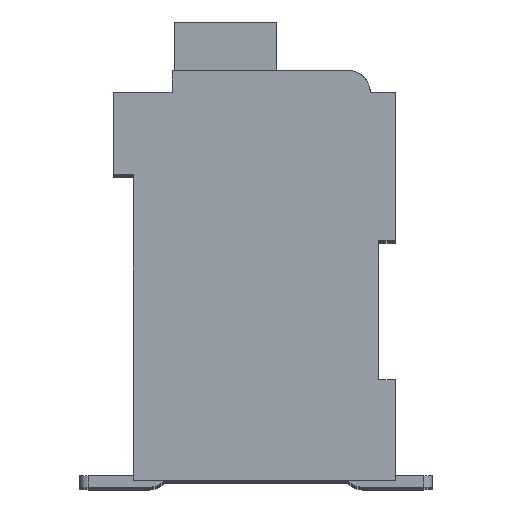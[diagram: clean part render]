
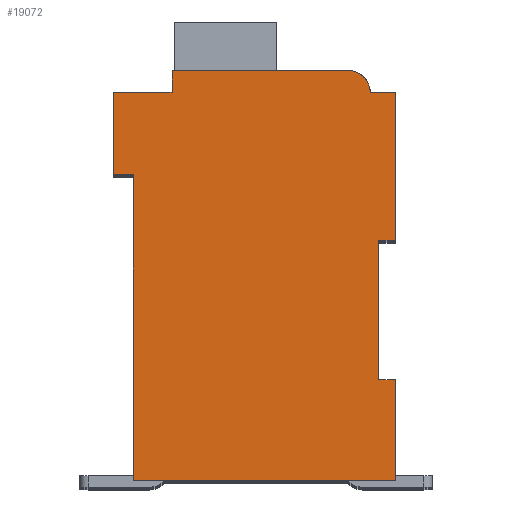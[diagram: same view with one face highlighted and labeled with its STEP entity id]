
A CAD part, top view. The second image highlights one B-rep face of the part: STEP entity #19072.
In plain terms, the highlighted planar face has unit normal (0, 0, 1).
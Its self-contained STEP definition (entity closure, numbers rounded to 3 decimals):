
#1938=DIRECTION('',(1.,0.,0.));
#1939=VECTOR('',#1938,0.5);
#1940=CARTESIAN_POINT('',(7.3,7.15,2.1));
#1941=LINE('',#1940,#1939);
#1942=DIRECTION('',(0.,1.,0.));
#1943=VECTOR('',#1942,4.15);
#1944=CARTESIAN_POINT('',(7.3,3.,2.1));
#1945=LINE('',#1944,#1943);
#1946=DIRECTION('',(-1.,0.,0.));
#1947=VECTOR('',#1946,0.5);
#1948=CARTESIAN_POINT('',(7.8,3.,2.1));
#1949=LINE('',#1948,#1947);
#1950=DIRECTION('',(0.,1.,0.));
#1951=VECTOR('',#1950,3.);
#1952=CARTESIAN_POINT('',(7.8,0.,2.1));
#1953=LINE('',#1952,#1951);
#1954=DIRECTION('',(1.,0.,0.));
#1955=VECTOR('',#1954,7.8);
#1956=CARTESIAN_POINT('',(0.,0.,2.1));
#1957=LINE('',#1956,#1955);
#1958=DIRECTION('',(0.,-1.,0.));
#1959=VECTOR('',#1958,9.1);
#1960=CARTESIAN_POINT('',(0.,9.1,2.1));
#1961=LINE('',#1960,#1959);
#1962=DIRECTION('',(1.,0.,0.));
#1963=VECTOR('',#1962,0.6);
#1964=CARTESIAN_POINT('',(-0.6,9.1,2.1));
#1965=LINE('',#1964,#1963);
#1966=DIRECTION('',(0.,-1.,0.));
#1967=VECTOR('',#1966,2.45);
#1968=CARTESIAN_POINT('',(-0.6,11.55,2.1));
#1969=LINE('',#1968,#1967);
#1970=DIRECTION('',(-1.,0.,0.));
#1971=VECTOR('',#1970,1.75);
#1972=CARTESIAN_POINT('',(1.15,11.55,2.1));
#1973=LINE('',#1972,#1971);
#1974=DIRECTION('',(0.,-1.,0.));
#1975=VECTOR('',#1974,0.65);
#1976=CARTESIAN_POINT('',(1.15,12.2,2.1));
#1977=LINE('',#1976,#1975);
#1978=DIRECTION('',(-1.,0.,0.));
#1979=VECTOR('',#1978,5.25);
#1980=CARTESIAN_POINT('',(6.4,12.2,2.1));
#1981=LINE('',#1980,#1979);
#1982=CARTESIAN_POINT('',(6.4,11.55,2.1));
#1983=DIRECTION('',(0.,0.,1.));
#1984=DIRECTION('',(1.,0.,0.));
#1985=AXIS2_PLACEMENT_3D('',#1982,#1983,#1984);
#1987=DIRECTION('',(-1.,0.,0.));
#1988=VECTOR('',#1987,0.75);
#1989=CARTESIAN_POINT('',(7.8,11.55,2.1));
#1990=LINE('',#1989,#1988);
#1991=DIRECTION('',(0.,1.,0.));
#1992=VECTOR('',#1991,4.4);
#1993=CARTESIAN_POINT('',(7.8,7.15,2.1));
#1994=LINE('',#1993,#1992);
#13203=CARTESIAN_POINT('',(7.3,7.15,2.1));
#13204=CARTESIAN_POINT('',(7.8,7.15,2.1));
#13205=VERTEX_POINT('',#13203);
#13206=VERTEX_POINT('',#13204);
#13207=CARTESIAN_POINT('',(7.8,11.55,2.1));
#13208=VERTEX_POINT('',#13207);
#13209=CARTESIAN_POINT('',(7.05,11.55,2.1));
#13210=VERTEX_POINT('',#13209);
#13211=CARTESIAN_POINT('',(6.4,12.2,2.1));
#13212=VERTEX_POINT('',#13211);
#13213=CARTESIAN_POINT('',(1.15,12.2,2.1));
#13214=VERTEX_POINT('',#13213);
#13215=CARTESIAN_POINT('',(1.15,11.55,2.1));
#13216=VERTEX_POINT('',#13215);
#13217=CARTESIAN_POINT('',(-0.6,11.55,2.1));
#13218=VERTEX_POINT('',#13217);
#13219=CARTESIAN_POINT('',(-0.6,9.1,2.1));
#13220=VERTEX_POINT('',#13219);
#13221=CARTESIAN_POINT('',(0.,9.1,2.1));
#13222=VERTEX_POINT('',#13221);
#13223=CARTESIAN_POINT('',(0.,0.,2.1));
#13224=VERTEX_POINT('',#13223);
#13225=CARTESIAN_POINT('',(7.8,0.,2.1));
#13226=VERTEX_POINT('',#13225);
#13227=CARTESIAN_POINT('',(7.8,3.,2.1));
#13228=VERTEX_POINT('',#13227);
#13229=CARTESIAN_POINT('',(7.3,3.,2.1));
#13230=VERTEX_POINT('',#13229);
#19042=CARTESIAN_POINT('',(0.,0.,2.1));
#19043=DIRECTION('',(0.,0.,1.));
#19044=DIRECTION('',(1.,0.,0.));
#19045=AXIS2_PLACEMENT_3D('',#19042,#19043,#19044);
#19046=PLANE('',#19045);
#19047=ORIENTED_EDGE('',*,*,#17308,.F.);
#19048=ORIENTED_EDGE('',*,*,#17973,.F.);
#19050=ORIENTED_EDGE('',*,*,#19049,.F.);
#19052=ORIENTED_EDGE('',*,*,#19051,.F.);
#19053=ORIENTED_EDGE('',*,*,#18345,.F.);
#19054=ORIENTED_EDGE('',*,*,#18222,.F.);
#19056=ORIENTED_EDGE('',*,*,#19055,.F.);
#19058=ORIENTED_EDGE('',*,*,#19057,.F.);
#19060=ORIENTED_EDGE('',*,*,#19059,.F.);
#19062=ORIENTED_EDGE('',*,*,#19061,.F.);
#19064=ORIENTED_EDGE('',*,*,#19063,.F.);
#19066=ORIENTED_EDGE('',*,*,#19065,.F.);
#19068=ORIENTED_EDGE('',*,*,#19067,.F.);
#19069=ORIENTED_EDGE('',*,*,#17669,.F.);
#19070=EDGE_LOOP('',(#19047,#19048,#19050,#19052,#19053,#19054,#19056,#19058,
#19060,#19062,#19064,#19066,#19068,#19069));
#19071=FACE_OUTER_BOUND('',#19070,.F.);
#1986=CIRCLE('',#1985,0.65);
#17308=EDGE_CURVE('',#13205,#13206,#1941,.T.);
#17669=EDGE_CURVE('',#13206,#13208,#1994,.T.);
#17973=EDGE_CURVE('',#13230,#13205,#1945,.T.);
#18222=EDGE_CURVE('',#13222,#13224,#1961,.T.);
#18345=EDGE_CURVE('',#13224,#13226,#1957,.T.);
#19049=EDGE_CURVE('',#13228,#13230,#1949,.T.);
#19051=EDGE_CURVE('',#13226,#13228,#1953,.T.);
#19055=EDGE_CURVE('',#13220,#13222,#1965,.T.);
#19057=EDGE_CURVE('',#13218,#13220,#1969,.T.);
#19059=EDGE_CURVE('',#13216,#13218,#1973,.T.);
#19061=EDGE_CURVE('',#13214,#13216,#1977,.T.);
#19063=EDGE_CURVE('',#13212,#13214,#1981,.T.);
#19065=EDGE_CURVE('',#13210,#13212,#1986,.T.);
#19067=EDGE_CURVE('',#13208,#13210,#1990,.T.);
#19072=ADVANCED_FACE('',(#19071),#19046,.T.);
